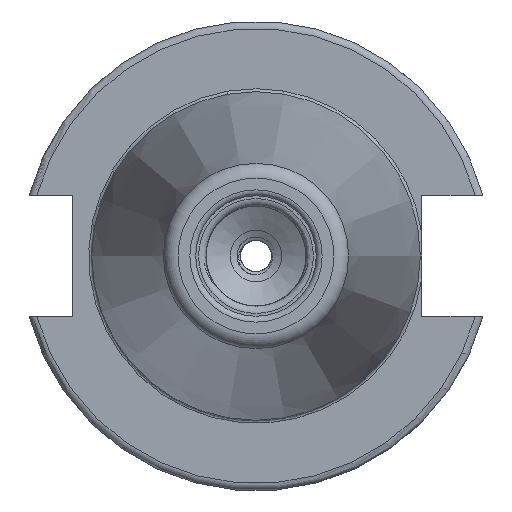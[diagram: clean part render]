
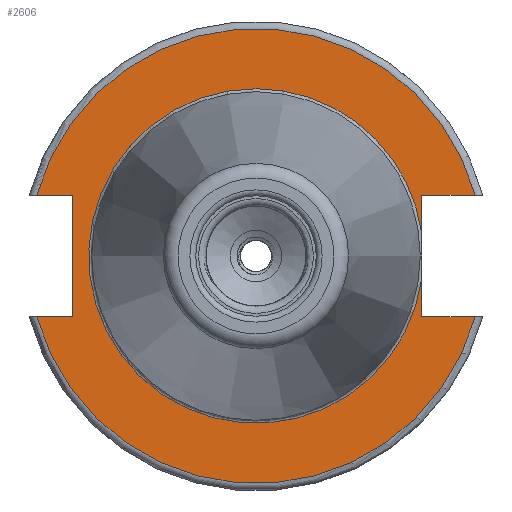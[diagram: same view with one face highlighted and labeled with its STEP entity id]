
A CAD part, left-side view. The second image highlights one B-rep face of the part: STEP entity #2606.
In plain terms, the highlighted planar face has unit normal (-1, 0, 0).
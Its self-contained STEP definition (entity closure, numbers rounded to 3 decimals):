
#73=PLANE('',#2831);
#212=FACE_OUTER_BOUND('',#365,.T.);
#365=EDGE_LOOP('',(#2322,#2323,#2324,#2325,#2326,#2327,#2328,#2329,#2330,
#2331,#2332));
#419=CIRCLE('',#2787,30.775);
#422=CIRCLE('',#2791,22.625);
#423=CIRCLE('',#2792,22.625);
#446=CIRCLE('',#2832,30.775);
#745=LINE('',#8862,#868);
#752=LINE('',#8961,#875);
#754=LINE('',#8964,#877);
#756=LINE('',#8980,#879);
#760=LINE('',#9026,#883);
#761=LINE('',#9038,#884);
#766=LINE('',#9095,#889);
#868=VECTOR('',#3217,10.);
#875=VECTOR('',#3226,10.);
#877=VECTOR('',#3230,10.);
#879=VECTOR('',#3234,10.);
#883=VECTOR('',#3240,10.);
#884=VECTOR('',#3241,10.);
#889=VECTOR('',#3248,10.);
#1103=VERTEX_POINT('',#8859);
#1104=VERTEX_POINT('',#8861);
#1120=VERTEX_POINT('',#8949);
#1121=VERTEX_POINT('',#8960);
#1123=VERTEX_POINT('',#8977);
#1124=VERTEX_POINT('',#8979);
#1132=VERTEX_POINT('',#9024);
#1133=VERTEX_POINT('',#9025);
#1134=VERTEX_POINT('',#9027);
#1143=VERTEX_POINT('',#9084);
#1146=VERTEX_POINT('',#9118);
#1463=EDGE_CURVE('',#1104,#1103,#745,.T.);
#1481=EDGE_CURVE('',#1121,#1120,#752,.T.);
#1483=EDGE_CURVE('',#1103,#1121,#754,.T.);
#1486=EDGE_CURVE('',#1124,#1123,#756,.T.);
#1495=EDGE_CURVE('',#1132,#1133,#760,.T.);
#1497=EDGE_CURVE('',#1123,#1134,#761,.T.);
#1508=EDGE_CURVE('',#1133,#1143,#766,.T.);
#1517=EDGE_CURVE('',#1104,#1143,#419,.T.);
#1520=EDGE_CURVE('',#1134,#1146,#422,.T.);
#1521=EDGE_CURVE('',#1146,#1132,#423,.T.);
#1556=EDGE_CURVE('',#1124,#1120,#446,.T.);
#2322=ORIENTED_EDGE('',*,*,#1481,.T.);
#2323=ORIENTED_EDGE('',*,*,#1556,.F.);
#2324=ORIENTED_EDGE('',*,*,#1486,.T.);
#2325=ORIENTED_EDGE('',*,*,#1497,.T.);
#2326=ORIENTED_EDGE('',*,*,#1520,.T.);
#2327=ORIENTED_EDGE('',*,*,#1521,.T.);
#2328=ORIENTED_EDGE('',*,*,#1495,.T.);
#2329=ORIENTED_EDGE('',*,*,#1508,.T.);
#2330=ORIENTED_EDGE('',*,*,#1517,.F.);
#2331=ORIENTED_EDGE('',*,*,#1463,.T.);
#2332=ORIENTED_EDGE('',*,*,#1483,.T.);
#2606=ADVANCED_FACE('',(#212),#73,.T.);
#2787=AXIS2_PLACEMENT_3D('',#9113,#3283,#3284);
#2791=AXIS2_PLACEMENT_3D('',#9120,#3291,#3292);
#2792=AXIS2_PLACEMENT_3D('',#9121,#3293,#3294);
#2831=AXIS2_PLACEMENT_3D('',#10759,#3375,#3376);
#2832=AXIS2_PLACEMENT_3D('',#10760,#3377,#3378);
#3217=DIRECTION('',(0.,-1.,0.));
#3226=DIRECTION('',(0.,1.,0.));
#3230=DIRECTION('',(0.,0.,-1.));
#3234=DIRECTION('',(0.,1.,0.));
#3240=DIRECTION('',(0.,0.,1.));
#3241=DIRECTION('',(0.,0.,1.));
#3248=DIRECTION('',(0.,-1.,0.));
#3283=DIRECTION('center_axis',(1.,0.,0.));
#3284=DIRECTION('ref_axis',(0.,0.,-1.));
#3291=DIRECTION('center_axis',(1.,0.,0.));
#3292=DIRECTION('ref_axis',(0.,0.,-1.));
#3293=DIRECTION('center_axis',(1.,0.,0.));
#3294=DIRECTION('ref_axis',(0.,0.,-1.));
#3375=DIRECTION('center_axis',(-1.,0.,0.));
#3376=DIRECTION('ref_axis',(0.,0.,1.));
#3377=DIRECTION('center_axis',(1.,0.,0.));
#3378=DIRECTION('ref_axis',(0.,0.,-1.));
#8859=CARTESIAN_POINT('',(3.18,24.8,8.19));
#8861=CARTESIAN_POINT('',(3.18,29.665,8.19));
#8862=CARTESIAN_POINT('',(3.18,27.788,8.19));
#8949=CARTESIAN_POINT('',(3.18,29.665,-8.19));
#8960=CARTESIAN_POINT('',(3.18,24.8,-8.19));
#8961=CARTESIAN_POINT('',(3.18,40.288,-8.19));
#8964=CARTESIAN_POINT('',(3.18,24.8,-4.095));
#8977=CARTESIAN_POINT('',(3.18,-22.41,-8.19));
#8979=CARTESIAN_POINT('',(3.18,-29.665,-8.19));
#8980=CARTESIAN_POINT('',(3.18,4.183,-8.19));
#9024=CARTESIAN_POINT('',(3.18,-22.41,3.112));
#9025=CARTESIAN_POINT('',(3.18,-22.41,8.19));
#9026=CARTESIAN_POINT('',(3.18,-22.41,4.095));
#9027=CARTESIAN_POINT('',(3.18,-22.41,-3.112));
#9038=CARTESIAN_POINT('',(3.18,-22.41,4.095));
#9084=CARTESIAN_POINT('',(3.18,-29.665,8.19));
#9095=CARTESIAN_POINT('',(3.18,-8.318,8.19));
#9113=CARTESIAN_POINT('Origin',(3.18,0.,
0.));
#9118=CARTESIAN_POINT('',(3.18,0.,22.625));
#9120=CARTESIAN_POINT('Origin',(3.18,0.,0.));
#9121=CARTESIAN_POINT('Origin',(3.18,0.,0.));
#10759=CARTESIAN_POINT('Origin',(3.18,30.775,0.));
#10760=CARTESIAN_POINT('Origin',(3.18,0.,
0.));
